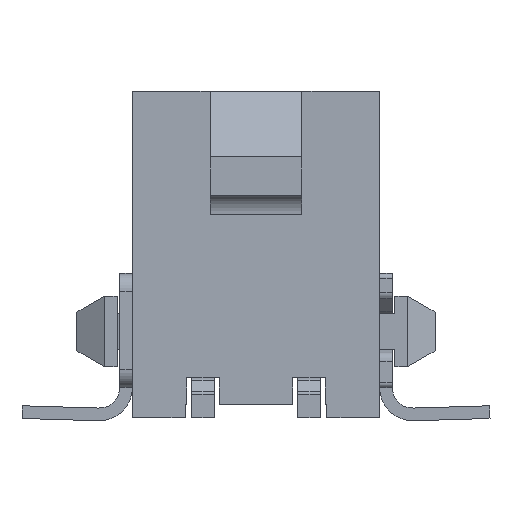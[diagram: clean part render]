
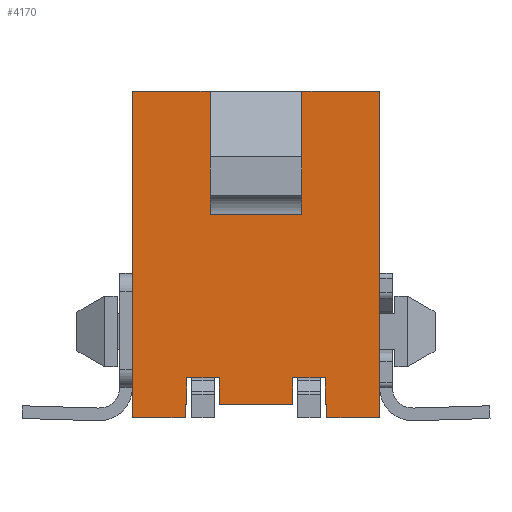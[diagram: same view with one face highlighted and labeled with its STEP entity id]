
A CAD part, front view. The second image highlights one B-rep face of the part: STEP entity #4170.
In plain terms, the highlighted planar face has unit normal (0, -1, 0).
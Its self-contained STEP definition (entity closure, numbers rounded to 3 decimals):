
#157=DIRECTION('',(0.,0.,-1.));
#158=VECTOR('',#157,9.24);
#159=CARTESIAN_POINT('',(-3.5,-1.93,0.));
#160=LINE('',#159,#158);
#467=DIRECTION('',(0.,0.,-1.));
#468=VECTOR('',#467,9.24);
#469=CARTESIAN_POINT('',(3.5,-1.93,0.));
#470=LINE('',#469,#468);
#976=DIRECTION('',(1.,0.,0.));
#977=VECTOR('',#976,0.64);
#978=CARTESIAN_POINT('',(-1.82,-1.93,-8.11));
#979=LINE('',#978,#977);
#980=DIRECTION('',(1.,0.,0.));
#981=VECTOR('',#980,0.145);
#982=CARTESIAN_POINT('',(-1.965,-1.93,-8.11));
#983=LINE('',#982,#981);
#984=DIRECTION('',(0.,0.,1.));
#985=VECTOR('',#984,0.76);
#986=CARTESIAN_POINT('',(-1.965,-1.93,-8.87));
#987=LINE('',#986,#985);
#988=DIRECTION('',(1.,0.,0.));
#989=VECTOR('',#988,0.039);
#990=CARTESIAN_POINT('',(-2.004,-1.93,-8.87));
#991=LINE('',#990,#989);
#992=DIRECTION('',(0.,0.,1.));
#993=VECTOR('',#992,0.37);
#994=CARTESIAN_POINT('',(-2.004,-1.93,-9.24));
#995=LINE('',#994,#993);
#996=DIRECTION('',(1.,0.,0.));
#997=VECTOR('',#996,2.2);
#998=CARTESIAN_POINT('',(-3.5,-1.93,0.));
#999=LINE('',#998,#997);
#1000=DIRECTION('',(0.,0.,-1.));
#1001=VECTOR('',#1000,3.491);
#1002=CARTESIAN_POINT('',(-1.3,-1.93,0.));
#1003=LINE('',#1002,#1001);
#1004=DIRECTION('',(1.,0.,0.));
#1005=VECTOR('',#1004,2.6);
#1006=CARTESIAN_POINT('',(-1.3,-1.93,-3.491));
#1007=LINE('',#1006,#1005);
#1008=DIRECTION('',(0.,0.,-1.));
#1009=VECTOR('',#1008,3.491);
#1010=CARTESIAN_POINT('',(1.3,-1.93,0.));
#1011=LINE('',#1010,#1009);
#1012=DIRECTION('',(1.,0.,0.));
#1013=VECTOR('',#1012,2.2);
#1014=CARTESIAN_POINT('',(1.3,-1.93,0.));
#1015=LINE('',#1014,#1013);
#1016=DIRECTION('',(0.,0.,1.));
#1017=VECTOR('',#1016,0.37);
#1018=CARTESIAN_POINT('',(2.004,-1.93,-9.24));
#1019=LINE('',#1018,#1017);
#1020=DIRECTION('',(1.,0.,0.));
#1021=VECTOR('',#1020,0.039);
#1022=CARTESIAN_POINT('',(1.965,-1.93,-8.87));
#1023=LINE('',#1022,#1021);
#1024=DIRECTION('',(0.,0.,-1.));
#1025=VECTOR('',#1024,0.76);
#1026=CARTESIAN_POINT('',(1.965,-1.93,-8.11));
#1027=LINE('',#1026,#1025);
#1028=DIRECTION('',(1.,0.,0.));
#1029=VECTOR('',#1028,0.145);
#1030=CARTESIAN_POINT('',(1.82,-1.93,-8.11));
#1031=LINE('',#1030,#1029);
#1032=DIRECTION('',(1.,0.,0.));
#1033=VECTOR('',#1032,0.64);
#1034=CARTESIAN_POINT('',(1.18,-1.93,-8.11));
#1035=LINE('',#1034,#1033);
#1036=DIRECTION('',(1.,0.,0.));
#1037=VECTOR('',#1036,0.145);
#1038=CARTESIAN_POINT('',(1.035,-1.93,-8.11));
#1039=LINE('',#1038,#1037);
#1040=DIRECTION('',(0.,0.,1.));
#1041=VECTOR('',#1040,0.76);
#1042=CARTESIAN_POINT('',(1.035,-1.93,-8.87));
#1043=LINE('',#1042,#1041);
#1044=DIRECTION('',(1.,0.,0.));
#1045=VECTOR('',#1044,2.07);
#1046=CARTESIAN_POINT('',(-1.035,-1.93,-8.87));
#1047=LINE('',#1046,#1045);
#1048=DIRECTION('',(0.,0.,-1.));
#1049=VECTOR('',#1048,0.76);
#1050=CARTESIAN_POINT('',(-1.035,-1.93,-8.11));
#1051=LINE('',#1050,#1049);
#1052=DIRECTION('',(1.,0.,0.));
#1053=VECTOR('',#1052,0.145);
#1054=CARTESIAN_POINT('',(-1.18,-1.93,-8.11));
#1055=LINE('',#1054,#1053);
#1436=DIRECTION('',(1.,0.,0.));
#1437=VECTOR('',#1436,1.496);
#1438=CARTESIAN_POINT('',(-3.5,-1.93,-9.24));
#1439=LINE('',#1438,#1437);
#1444=DIRECTION('',(1.,0.,0.));
#1445=VECTOR('',#1444,1.496);
#1446=CARTESIAN_POINT('',(2.004,-1.93,-9.24));
#1447=LINE('',#1446,#1445);
#2203=CARTESIAN_POINT('',(-3.5,-1.93,0.));
#2205=VERTEX_POINT('',#2203);
#2206=CARTESIAN_POINT('',(-3.5,-1.93,-9.24));
#2207=VERTEX_POINT('',#2206);
#2215=CARTESIAN_POINT('',(3.5,-1.93,0.));
#2217=VERTEX_POINT('',#2215);
#2218=CARTESIAN_POINT('',(3.5,-1.93,-9.24));
#2219=VERTEX_POINT('',#2218);
#2226=CARTESIAN_POINT('',(-2.004,-1.93,-9.24));
#2227=CARTESIAN_POINT('',(-2.004,-1.93,-8.87));
#2228=VERTEX_POINT('',#2226);
#2229=VERTEX_POINT('',#2227);
#2230=CARTESIAN_POINT('',(2.004,-1.93,-9.24));
#2231=CARTESIAN_POINT('',(2.004,-1.93,-8.87));
#2232=VERTEX_POINT('',#2230);
#2233=VERTEX_POINT('',#2231);
#2286=CARTESIAN_POINT('',(1.965,-1.93,-8.87));
#2287=VERTEX_POINT('',#2286);
#2302=CARTESIAN_POINT('',(1.18,-1.93,-8.11));
#2304=VERTEX_POINT('',#2302);
#2306=CARTESIAN_POINT('',(1.82,-1.93,-8.11));
#2308=VERTEX_POINT('',#2306);
#2538=CARTESIAN_POINT('',(-1.3,-1.93,0.));
#2539=CARTESIAN_POINT('',(1.3,-1.93,0.));
#2540=VERTEX_POINT('',#2538);
#2541=VERTEX_POINT('',#2539);
#2542=CARTESIAN_POINT('',(-1.3,-1.93,-3.491));
#2543=VERTEX_POINT('',#2542);
#2544=CARTESIAN_POINT('',(1.3,-1.93,-3.491));
#2545=VERTEX_POINT('',#2544);
#2646=CARTESIAN_POINT('',(1.035,-1.93,-8.87));
#2647=CARTESIAN_POINT('',(1.035,-1.93,-8.11));
#2648=VERTEX_POINT('',#2646);
#2649=VERTEX_POINT('',#2647);
#2650=CARTESIAN_POINT('',(1.965,-1.93,-8.11));
#2651=VERTEX_POINT('',#2650);
#2678=CARTESIAN_POINT('',(-1.965,-1.93,-8.87));
#2679=CARTESIAN_POINT('',(-1.965,-1.93,-8.11));
#2680=VERTEX_POINT('',#2678);
#2681=VERTEX_POINT('',#2679);
#2682=CARTESIAN_POINT('',(-1.035,-1.93,-8.11));
#2683=CARTESIAN_POINT('',(-1.035,-1.93,-8.87));
#2684=VERTEX_POINT('',#2682);
#2685=VERTEX_POINT('',#2683);
#2862=CARTESIAN_POINT('',(-1.82,-1.93,-8.11));
#2863=VERTEX_POINT('',#2862);
#2866=CARTESIAN_POINT('',(-1.18,-1.93,-8.11));
#2867=VERTEX_POINT('',#2866);
#4118=CARTESIAN_POINT('',(-3.5,-1.93,0.));
#4119=DIRECTION('',(0.,-1.,0.));
#4120=DIRECTION('',(0.,0.,-1.));
#4121=AXIS2_PLACEMENT_3D('',#4118,#4119,#4120);
#4122=PLANE('',#4121);
#4124=ORIENTED_EDGE('',*,*,#4123,.F.);
#4126=ORIENTED_EDGE('',*,*,#4125,.F.);
#4128=ORIENTED_EDGE('',*,*,#4127,.F.);
#4130=ORIENTED_EDGE('',*,*,#4129,.F.);
#4132=ORIENTED_EDGE('',*,*,#4131,.F.);
#4134=ORIENTED_EDGE('',*,*,#4133,.F.);
#4135=ORIENTED_EDGE('',*,*,#2915,.F.);
#4137=ORIENTED_EDGE('',*,*,#4136,.T.);
#4139=ORIENTED_EDGE('',*,*,#4138,.T.);
#4141=ORIENTED_EDGE('',*,*,#4140,.T.);
#4143=ORIENTED_EDGE('',*,*,#4142,.F.);
#4145=ORIENTED_EDGE('',*,*,#4144,.T.);
#4146=ORIENTED_EDGE('',*,*,#3296,.T.);
#4148=ORIENTED_EDGE('',*,*,#4147,.F.);
#4150=ORIENTED_EDGE('',*,*,#4149,.T.);
#4152=ORIENTED_EDGE('',*,*,#4151,.F.);
#4154=ORIENTED_EDGE('',*,*,#4153,.F.);
#4156=ORIENTED_EDGE('',*,*,#4155,.F.);
#4158=ORIENTED_EDGE('',*,*,#4157,.F.);
#4160=ORIENTED_EDGE('',*,*,#4159,.F.);
#4162=ORIENTED_EDGE('',*,*,#4161,.F.);
#4164=ORIENTED_EDGE('',*,*,#4163,.F.);
#4165=ORIENTED_EDGE('',*,*,#4092,.F.);
#4167=ORIENTED_EDGE('',*,*,#4166,.F.);
#4168=EDGE_LOOP('',(#4124,#4126,#4128,#4130,#4132,#4134,#4135,#4137,#4139,#4141,
#4143,#4145,#4146,#4148,#4150,#4152,#4154,#4156,#4158,#4160,#4162,#4164,#4165,
#4167));
#4169=FACE_OUTER_BOUND('',#4168,.F.);
#4170=ADVANCED_FACE('',(#4169),#4122,.T.);
#2915=EDGE_CURVE('',#2205,#2207,#160,.T.);
#3296=EDGE_CURVE('',#2217,#2219,#470,.T.);
#4092=EDGE_CURVE('',#2684,#2685,#1051,.T.);
#4123=EDGE_CURVE('',#2863,#2867,#979,.T.);
#4125=EDGE_CURVE('',#2681,#2863,#983,.T.);
#4127=EDGE_CURVE('',#2680,#2681,#987,.T.);
#4129=EDGE_CURVE('',#2229,#2680,#991,.T.);
#4131=EDGE_CURVE('',#2228,#2229,#995,.T.);
#4133=EDGE_CURVE('',#2207,#2228,#1439,.T.);
#4136=EDGE_CURVE('',#2205,#2540,#999,.T.);
#4138=EDGE_CURVE('',#2540,#2543,#1003,.T.);
#4140=EDGE_CURVE('',#2543,#2545,#1007,.T.);
#4142=EDGE_CURVE('',#2541,#2545,#1011,.T.);
#4144=EDGE_CURVE('',#2541,#2217,#1015,.T.);
#4147=EDGE_CURVE('',#2232,#2219,#1447,.T.);
#4149=EDGE_CURVE('',#2232,#2233,#1019,.T.);
#4151=EDGE_CURVE('',#2287,#2233,#1023,.T.);
#4153=EDGE_CURVE('',#2651,#2287,#1027,.T.);
#4155=EDGE_CURVE('',#2308,#2651,#1031,.T.);
#4157=EDGE_CURVE('',#2304,#2308,#1035,.T.);
#4159=EDGE_CURVE('',#2649,#2304,#1039,.T.);
#4161=EDGE_CURVE('',#2648,#2649,#1043,.T.);
#4163=EDGE_CURVE('',#2685,#2648,#1047,.T.);
#4166=EDGE_CURVE('',#2867,#2684,#1055,.T.);
